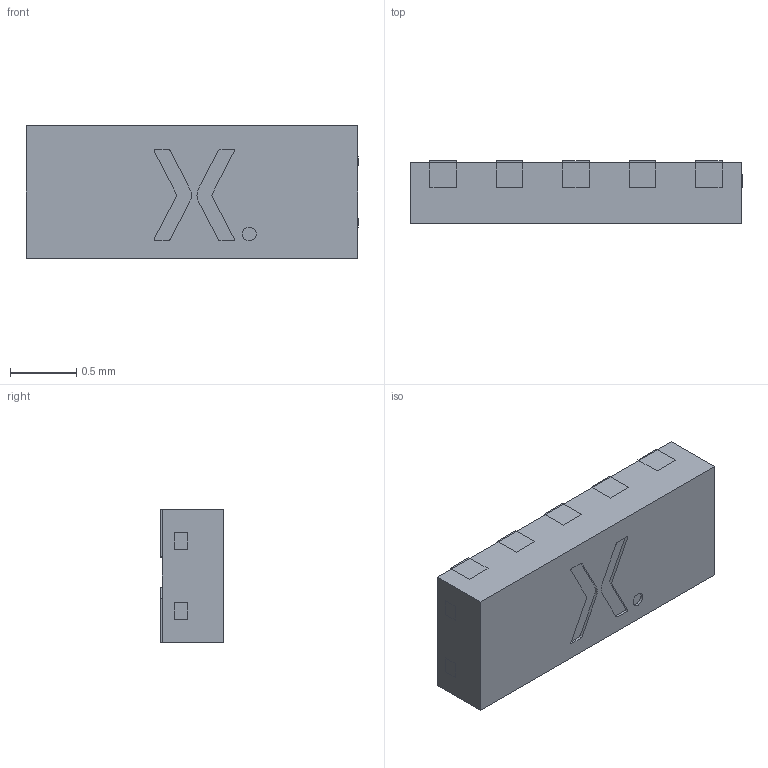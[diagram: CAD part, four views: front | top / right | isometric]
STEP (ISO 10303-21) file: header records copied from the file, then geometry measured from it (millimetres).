
FILE_DESCRIPTION (( '3D model for products with SOT1176-1 package' ), '1' );
FILE_NAME ('SOT1176-1.STEP', '2023-01-26T03:33:15', ( 'Packaging R&D' ), ( 'Nexperia' ), 'SwSTEP 2.0', 'SolidWorks 2022', '' );
FILE_SCHEMA (( 'AUTOMOTIVE_DESIGN' ));
Length unit declared in the file: millimetre
Products named in the file (3): SOT1176 Mold body; SOT1176 LF; SOT1176-1
Assembly tree (2 placements, depth 2):
  SOT1176-1
    SOT1176 LF
    SOT1176 Mold body
Bounding box: 2.5 x 0.47 x 1 mm (x, y, z)
Surface area: 12.2 mm2
Topology: 15 solids, 15 shells, 121 faces, 264 edges, 176 vertices
Faces by surface type: plane 106, cylinder 15
Entity records: 3605 total; most frequent: CARTESIAN_POINT 566, DIRECTION 546, ORIENTED_EDGE 528, EDGE_CURVE 264, LINE 234, VECTOR 234, VERTEX_POINT 176, AXIS2_PLACEMENT_3D 156
